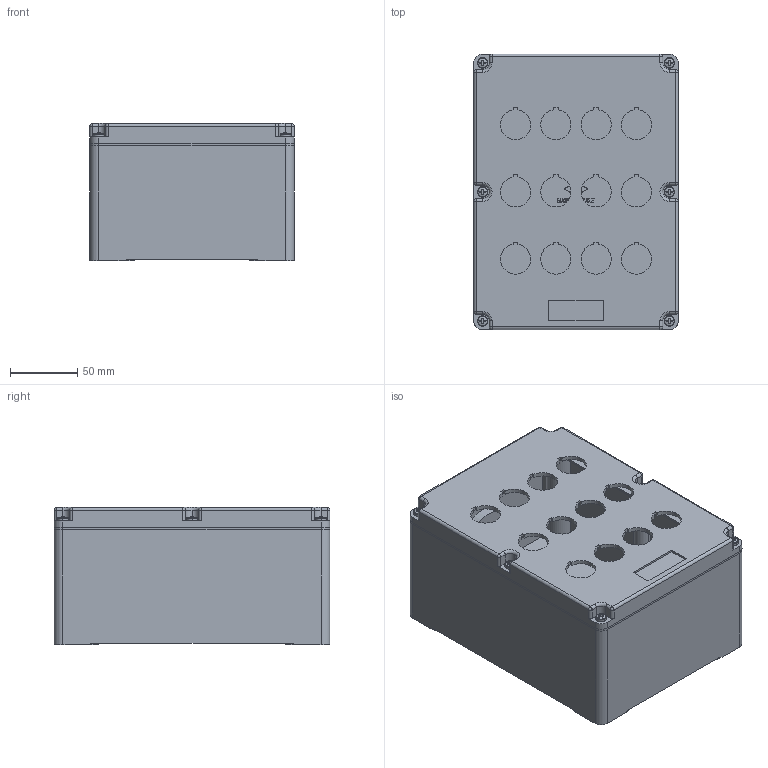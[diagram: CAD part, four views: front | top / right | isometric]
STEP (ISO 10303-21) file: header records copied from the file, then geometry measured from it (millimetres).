
FILE_DESCRIPTION(('Creo Elements/Direct Modeling STEP Export'),'2;1');
FILE_NAME('0ln7uvk43so7rba1496','2016-07-25T16:31:26',(''),(''),'PTC Creo Elements/Direct Modeling STEP processor for AP214 (Solid Model)','PTC Creo Elements/Direct Modeling 19.0B 21-Mar-2015 (C) Parametric Technology GmbH','');
FILE_SCHEMA(('AUTOMOTIVE_DESIGN { 1 0 10303 214 1 1 1 1 }'));
Length unit declared in the file: millimetre
Products named in the file (3): COVER; BOX; A2P_1520.12
Assembly tree (2 placements, depth 2):
  A2P_1520.12
    BOX
    COVER
Bounding box: 152.02 x 205 x 102 mm (x, y, z)
Volume: 567271.6 mm3; surface area: 284036.9 mm2
Topology: 2 solids, 8 shells, 1179 faces, 3166 edges, 2080 vertices
Faces by surface type: plane 890, cylinder 231, sphere 28, torus 22, cone 8
Entity records: 35318 total; most frequent: ORIENTED_EDGE 6308, CARTESIAN_POINT 6126, DIRECTION 5675, EDGE_CURVE 3154, VECTOR 2417, LINE 2417, VERTEX_POINT 2080, AXIS2_PLACEMENT_3D 1629
